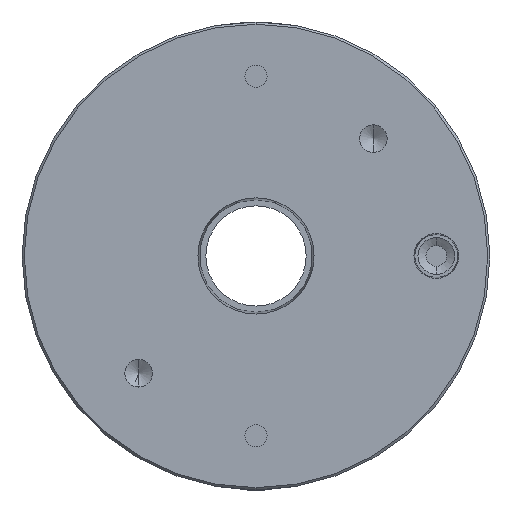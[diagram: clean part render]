
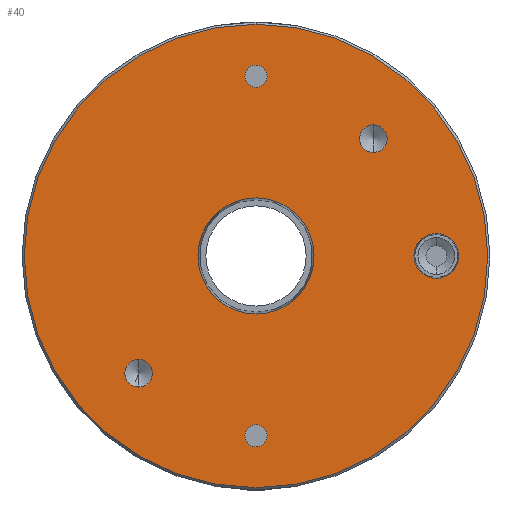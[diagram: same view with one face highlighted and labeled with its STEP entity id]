
A CAD part, front view. The second image highlights one B-rep face of the part: STEP entity #40.
In plain terms, the highlighted planar face has unit normal (0, -1, 0).
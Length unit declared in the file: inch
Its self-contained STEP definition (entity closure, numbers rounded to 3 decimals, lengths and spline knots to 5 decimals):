
#40 = ADVANCED_FACE ( 'NONE', ( #1237, #5355, #4850, #4792, #5257, #808, #2228 ), #891, .T. ) ;
#67 = EDGE_CURVE ( 'NONE', #4379, #4511, #2630, .T. ) ;
#113 = EDGE_CURVE ( 'NONE', #4511, #4379, #4041, .T. ) ;
#122 = CARTESIAN_POINT ( 'NONE',  ( 0., -1.491, 0. ) ) ;
#169 = EDGE_CURVE ( 'NONE', #2261, #5482, #1623, .T. ) ;
#208 = EDGE_CURVE ( 'NONE', #4916, #4727, #3739, .T. ) ;
#233 = VERTEX_POINT ( 'NONE', #603 ) ;
#339 = CARTESIAN_POINT ( 'NONE',  ( 1.63, -1.491, -0.2025 ) ) ;
#463 = DIRECTION ( 'NONE',  ( 0., 0., -1. ) ) ;
#481 = DIRECTION ( 'NONE',  ( 0., 0., -1. ) ) ;
#501 = EDGE_CURVE ( 'NONE', #2177, #4924, #1512, .T. ) ;
#531 = CARTESIAN_POINT ( 'NONE',  ( 0., -1.491, -0.52499 ) ) ;
#537 = VERTEX_POINT ( 'NONE', #899 ) ;
#553 = AXIS2_PLACEMENT_3D ( 'NONE', #122, #4033, #2275 ) ;
#603 = CARTESIAN_POINT ( 'NONE',  ( 1.06066, -1.491, 0.93566 ) ) ;
#659 = DIRECTION ( 'NONE',  ( 0., 0., -1. ) ) ;
#681 = ORIENTED_EDGE ( 'NONE', *, *, #1483, .T. ) ;
#709 = DIRECTION ( 'NONE',  ( 0., -1., 0. ) ) ;
#744 = AXIS2_PLACEMENT_3D ( 'NONE', #3071, #4007, #5357 ) ;
#805 = DIRECTION ( 'NONE',  ( 0., 0., -1. ) ) ;
#808 = FACE_BOUND ( 'NONE', #3157, .T. ) ;
#819 = CARTESIAN_POINT ( 'NONE',  ( 1.63, -1.491, 0. ) ) ;
#858 = DIRECTION ( 'NONE',  ( 0., -1., 0. ) ) ;
#891 = PLANE ( 'NONE',  #4954 ) ;
#899 = CARTESIAN_POINT ( 'NONE',  ( 1.06066, -1.491, 1.18566 ) ) ;
#1061 = DIRECTION ( 'NONE',  ( 0., -1., 0. ) ) ;
#1156 = DIRECTION ( 'NONE',  ( 0., -1., 0. ) ) ;
#1185 = DIRECTION ( 'NONE',  ( 0., 0., -1. ) ) ;
#1237 = FACE_BOUND ( 'NONE', #1615, .T. ) ;
#1243 = DIRECTION ( 'NONE',  ( 0., -1., 0. ) ) ;
#1286 = DIRECTION ( 'NONE',  ( 0., -1., 0. ) ) ;
#1319 = CARTESIAN_POINT ( 'NONE',  ( 0., -1.491, -1.7255 ) ) ;
#1363 = EDGE_CURVE ( 'NONE', #5482, #2261, #5092, .T. ) ;
#1377 = EDGE_CURVE ( 'NONE', #4924, #2177, #3099, .T. ) ;
#1483 = EDGE_CURVE ( 'NONE', #2482, #2490, #3687, .T. ) ;
#1512 = CIRCLE ( 'NONE', #3244, 0.1005 ) ;
#1561 = DIRECTION ( 'NONE',  ( 0., 0., -1. ) ) ;
#1562 = AXIS2_PLACEMENT_3D ( 'NONE', #2746, #3298, #5538 ) ;
#1568 = AXIS2_PLACEMENT_3D ( 'NONE', #2006, #4632, #659 ) ;
#1615 = EDGE_LOOP ( 'NONE', ( #5472, #4840 ) ) ;
#1623 = CIRCLE ( 'NONE', #5351, 0.1005 ) ;
#1842 = DIRECTION ( 'NONE',  ( 0., 0., -1. ) ) ;
#1858 = ORIENTED_EDGE ( 'NONE', *, *, #1377, .F. ) ;
#1889 = DIRECTION ( 'NONE',  ( 0., 0., -1. ) ) ;
#1916 = EDGE_LOOP ( 'NONE', ( #2070, #3704 ) ) ;
#2006 = CARTESIAN_POINT ( 'NONE',  ( 1.06066, -1.491, 1.06066 ) ) ;
#2011 = EDGE_CURVE ( 'NONE', #233, #537, #3411, .T. ) ;
#2070 = ORIENTED_EDGE ( 'NONE', *, *, #1363, .F. ) ;
#2085 = CARTESIAN_POINT ( 'NONE',  ( 0., -1.491, -1.5245 ) ) ;
#2170 = CARTESIAN_POINT ( 'NONE',  ( 1.63, -1.491, 0.2025 ) ) ;
#2171 = DIRECTION ( 'NONE',  ( 0., 0., -1. ) ) ;
#2177 = VERTEX_POINT ( 'NONE', #5237 ) ;
#2224 = CARTESIAN_POINT ( 'NONE',  ( 1.63, -1.491, 0. ) ) ;
#2228 = FACE_BOUND ( 'NONE', #5417, .T. ) ;
#2261 = VERTEX_POINT ( 'NONE', #2085 ) ;
#2273 = DIRECTION ( 'NONE',  ( 0., -1., 0. ) ) ;
#2275 = DIRECTION ( 'NONE',  ( 0., 0., -1. ) ) ;
#2329 = CARTESIAN_POINT ( 'NONE',  ( -1.06066, -1.491, -1.06066 ) ) ;
#2482 = VERTEX_POINT ( 'NONE', #4377 ) ;
#2486 = AXIS2_PLACEMENT_3D ( 'NONE', #4192, #709, #1185 ) ;
#2490 = VERTEX_POINT ( 'NONE', #3544 ) ;
#2504 = CARTESIAN_POINT ( 'NONE',  ( 0., -1.491, 1.7255 ) ) ;
#2528 = AXIS2_PLACEMENT_3D ( 'NONE', #3047, #3638, #5491 ) ;
#2551 = DIRECTION ( 'NONE',  ( 0., 0., -1. ) ) ;
#2602 = DIRECTION ( 'NONE',  ( 0., -1., 0. ) ) ;
#2630 = CIRCLE ( 'NONE', #2528, 0.52499 ) ;
#2649 = DIRECTION ( 'NONE',  ( 0., -1., 0. ) ) ;
#2662 = VERTEX_POINT ( 'NONE', #3778 ) ;
#2679 = EDGE_CURVE ( 'NONE', #537, #233, #3019, .T. ) ;
#2746 = CARTESIAN_POINT ( 'NONE',  ( 0., -1.491, 1.625 ) ) ;
#2842 = CARTESIAN_POINT ( 'NONE',  ( -1.06066, -1.491, -1.06066 ) ) ;
#2994 = DIRECTION ( 'NONE',  ( 0., 0., -1. ) ) ;
#3019 = CIRCLE ( 'NONE', #1568, 0.125 ) ;
#3047 = CARTESIAN_POINT ( 'NONE',  ( 0., -1.491, 0. ) ) ;
#3071 = CARTESIAN_POINT ( 'NONE',  ( 1.06066, -1.491, 1.06066 ) ) ;
#3091 = EDGE_CURVE ( 'NONE', #5524, #2662, #4526, .T. ) ;
#3094 = CARTESIAN_POINT ( 'NONE',  ( -2.115, -1.491, 0. ) ) ;
#3099 = CIRCLE ( 'NONE', #1562, 0.1005 ) ;
#3137 = EDGE_LOOP ( 'NONE', ( #3507, #1858 ) ) ;
#3157 = EDGE_LOOP ( 'NONE', ( #3898, #5000 ) ) ;
#3161 = CARTESIAN_POINT ( 'NONE',  ( 0., -1.491, 0.52499 ) ) ;
#3244 = AXIS2_PLACEMENT_3D ( 'NONE', #3441, #1243, #2994 ) ;
#3298 = DIRECTION ( 'NONE',  ( 0., -1., 0. ) ) ;
#3358 = AXIS2_PLACEMENT_3D ( 'NONE', #2224, #1286, #463 ) ;
#3376 = AXIS2_PLACEMENT_3D ( 'NONE', #819, #2602, #481 ) ;
#3411 = CIRCLE ( 'NONE', #744, 0.125 ) ;
#3441 = CARTESIAN_POINT ( 'NONE',  ( 0., -1.491, 1.625 ) ) ;
#3458 = CARTESIAN_POINT ( 'NONE',  ( 0., -1.491, -1.625 ) ) ;
#3507 = ORIENTED_EDGE ( 'NONE', *, *, #501, .F. ) ;
#3542 = EDGE_LOOP ( 'NONE', ( #4946, #681 ) ) ;
#3544 = CARTESIAN_POINT ( 'NONE',  ( 0., -1.491, 2.095 ) ) ;
#3638 = DIRECTION ( 'NONE',  ( 0., -1., 0. ) ) ;
#3687 = CIRCLE ( 'NONE', #553, 2.095 ) ;
#3691 = CARTESIAN_POINT ( 'NONE',  ( 0., -1.491, -1.625 ) ) ;
#3704 = ORIENTED_EDGE ( 'NONE', *, *, #169, .F. ) ;
#3739 = CIRCLE ( 'NONE', #3358, 0.2025 ) ;
#3778 = CARTESIAN_POINT ( 'NONE',  ( -1.06066, -1.491, -0.93566 ) ) ;
#3815 = CIRCLE ( 'NONE', #4464, 0.125 ) ;
#3898 = ORIENTED_EDGE ( 'NONE', *, *, #208, .F. ) ;
#4007 = DIRECTION ( 'NONE',  ( 0., -1., 0. ) ) ;
#4033 = DIRECTION ( 'NONE',  ( 0., -1., 0. ) ) ;
#4041 = CIRCLE ( 'NONE', #5060, 0.52499 ) ;
#4065 = CARTESIAN_POINT ( 'NONE',  ( -1.06066, -1.491, -1.18566 ) ) ;
#4066 = AXIS2_PLACEMENT_3D ( 'NONE', #3691, #1061, #1889 ) ;
#4093 = EDGE_CURVE ( 'NONE', #2662, #5524, #3815, .T. ) ;
#4116 = CARTESIAN_POINT ( 'NONE',  ( 0., -1.491, 0. ) ) ;
#4192 = CARTESIAN_POINT ( 'NONE',  ( 0., -1.491, 0. ) ) ;
#4377 = CARTESIAN_POINT ( 'NONE',  ( 0., -1.491, -2.095 ) ) ;
#4379 = VERTEX_POINT ( 'NONE', #3161 ) ;
#4396 = ORIENTED_EDGE ( 'NONE', *, *, #4093, .F. ) ;
#4420 = CIRCLE ( 'NONE', #3376, 0.2025 ) ;
#4431 = AXIS2_PLACEMENT_3D ( 'NONE', #2329, #5546, #1561 ) ;
#4464 = AXIS2_PLACEMENT_3D ( 'NONE', #2842, #1156, #2551 ) ;
#4511 = VERTEX_POINT ( 'NONE', #531 ) ;
#4526 = CIRCLE ( 'NONE', #4431, 0.125 ) ;
#4566 = EDGE_LOOP ( 'NONE', ( #5419, #4396 ) ) ;
#4632 = DIRECTION ( 'NONE',  ( 0., -1., 0. ) ) ;
#4690 = EDGE_CURVE ( 'NONE', #2490, #2482, #4826, .T. ) ;
#4727 = VERTEX_POINT ( 'NONE', #2170 ) ;
#4792 = FACE_BOUND ( 'NONE', #1916, .T. ) ;
#4826 = CIRCLE ( 'NONE', #2486, 2.095 ) ;
#4840 = ORIENTED_EDGE ( 'NONE', *, *, #2679, .F. ) ;
#4850 = FACE_OUTER_BOUND ( 'NONE', #3542, .T. ) ;
#4916 = VERTEX_POINT ( 'NONE', #339 ) ;
#4924 = VERTEX_POINT ( 'NONE', #2504 ) ;
#4946 = ORIENTED_EDGE ( 'NONE', *, *, #4690, .T. ) ;
#4954 = AXIS2_PLACEMENT_3D ( 'NONE', #3094, #2649, #2171 ) ;
#5000 = ORIENTED_EDGE ( 'NONE', *, *, #5009, .F. ) ;
#5009 = EDGE_CURVE ( 'NONE', #4727, #4916, #4420, .T. ) ;
#5025 = ORIENTED_EDGE ( 'NONE', *, *, #113, .F. ) ;
#5060 = AXIS2_PLACEMENT_3D ( 'NONE', #4116, #2273, #1842 ) ;
#5092 = CIRCLE ( 'NONE', #4066, 0.1005 ) ;
#5237 = CARTESIAN_POINT ( 'NONE',  ( 0., -1.491, 1.5245 ) ) ;
#5257 = FACE_BOUND ( 'NONE', #3137, .T. ) ;
#5351 = AXIS2_PLACEMENT_3D ( 'NONE', #3458, #858, #805 ) ;
#5355 = FACE_BOUND ( 'NONE', #4566, .T. ) ;
#5357 = DIRECTION ( 'NONE',  ( 0., 0., -1. ) ) ;
#5417 = EDGE_LOOP ( 'NONE', ( #5025, #5597 ) ) ;
#5419 = ORIENTED_EDGE ( 'NONE', *, *, #3091, .F. ) ;
#5472 = ORIENTED_EDGE ( 'NONE', *, *, #2011, .F. ) ;
#5482 = VERTEX_POINT ( 'NONE', #1319 ) ;
#5491 = DIRECTION ( 'NONE',  ( 0., 0., -1. ) ) ;
#5524 = VERTEX_POINT ( 'NONE', #4065 ) ;
#5538 = DIRECTION ( 'NONE',  ( 0., 0., -1. ) ) ;
#5546 = DIRECTION ( 'NONE',  ( 0., -1., 0. ) ) ;
#5597 = ORIENTED_EDGE ( 'NONE', *, *, #67, .F. ) ;
